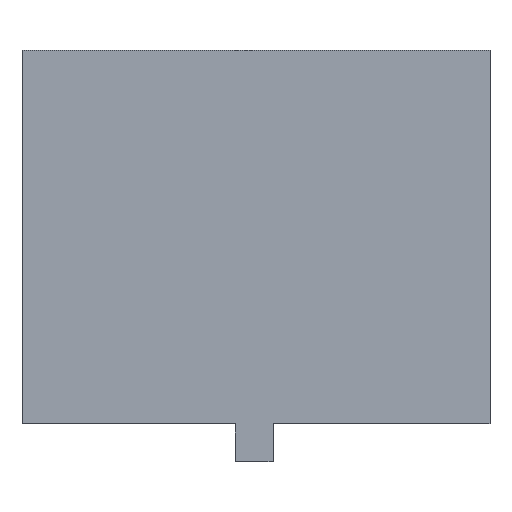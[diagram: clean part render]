
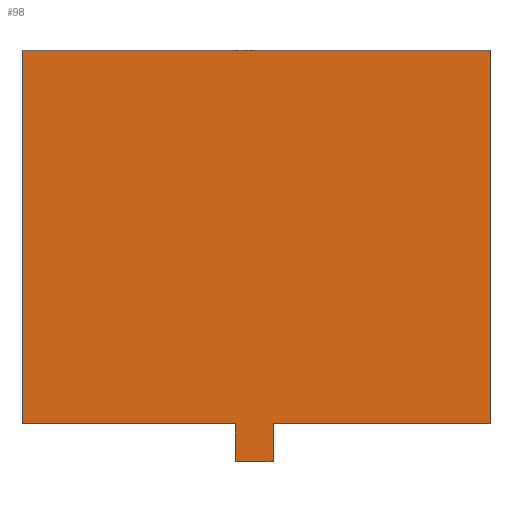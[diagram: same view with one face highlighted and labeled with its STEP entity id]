
A CAD part, front view. The second image highlights one B-rep face of the part: STEP entity #98.
In plain terms, the highlighted planar face has unit normal (0, -1, 0).
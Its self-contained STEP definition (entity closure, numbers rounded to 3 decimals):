
#7 = CARTESIAN_POINT ( 'NONE',  ( 247.5, 0., 197.5 ) ) ;
#14 = EDGE_CURVE ( 'NONE', #27, #452, #974, .T. ) ;
#21 = ORIENTED_EDGE ( 'NONE', *, *, #631, .F. ) ;
#24 = CARTESIAN_POINT ( 'NONE',  ( -247.5, 0., 197.5 ) ) ;
#27 = VERTEX_POINT ( 'NONE', #1288 ) ;
#40 = DIRECTION ( 'NONE',  ( 1., 0., 0. ) ) ;
#63 = LINE ( 'NONE', #1101, #188 ) ;
#82 = DIRECTION ( 'NONE',  ( 0., 0., -1. ) ) ;
#98 = ADVANCED_FACE ( 'NONE', ( #169 ), #1331, .T. ) ;
#104 = VERTEX_POINT ( 'NONE', #705 ) ;
#148 = CARTESIAN_POINT ( 'NONE',  ( -21.923, 0., -237.5 ) ) ;
#169 = FACE_OUTER_BOUND ( 'NONE', #528, .T. ) ;
#185 = VERTEX_POINT ( 'NONE', #1000 ) ;
#188 = VECTOR ( 'NONE', #684, 1000. ) ;
#203 = CARTESIAN_POINT ( 'NONE',  ( -21.923, 0., -237.5 ) ) ;
#214 = ORIENTED_EDGE ( 'NONE', *, *, #723, .F. ) ;
#230 = VECTOR ( 'NONE', #447, 1000. ) ;
#270 = LINE ( 'NONE', #478, #778 ) ;
#274 = ORIENTED_EDGE ( 'NONE', *, *, #419, .F. ) ;
#290 = LINE ( 'NONE', #1107, #648 ) ;
#293 = ORIENTED_EDGE ( 'NONE', *, *, #1145, .F. ) ;
#303 = VECTOR ( 'NONE', #569, 1000. ) ;
#316 = ORIENTED_EDGE ( 'NONE', *, *, #14, .F. ) ;
#323 = LINE ( 'NONE', #1159, #1037 ) ;
#384 = CARTESIAN_POINT ( 'NONE',  ( 18.077, 0., -237.5 ) ) ;
#393 = CARTESIAN_POINT ( 'NONE',  ( 18.077, 0., -197.5 ) ) ;
#410 = LINE ( 'NONE', #203, #598 ) ;
#419 = EDGE_CURVE ( 'NONE', #1148, #27, #323, .T. ) ;
#432 = VERTEX_POINT ( 'NONE', #839 ) ;
#447 = DIRECTION ( 'NONE',  ( -1., 0., 0. ) ) ;
#452 = VERTEX_POINT ( 'NONE', #393 ) ;
#478 = CARTESIAN_POINT ( 'NONE',  ( 18.077, 0., -237.5 ) ) ;
#487 = DIRECTION ( 'NONE',  ( 0., 0., -1. ) ) ;
#528 = EDGE_LOOP ( 'NONE', ( #274, #21, #214, #934, #293, #660, #1283, #316 ) ) ;
#544 = CARTESIAN_POINT ( 'NONE',  ( -247.5, 0., -197.5 ) ) ;
#569 = DIRECTION ( 'NONE',  ( -1., 0., 0. ) ) ;
#594 = DIRECTION ( 'NONE',  ( 0., -1., 0. ) ) ;
#598 = VECTOR ( 'NONE', #1155, 1000. ) ;
#631 = EDGE_CURVE ( 'NONE', #432, #1148, #981, .T. ) ;
#648 = VECTOR ( 'NONE', #697, 1000. ) ;
#660 = ORIENTED_EDGE ( 'NONE', *, *, #852, .F. ) ;
#684 = DIRECTION ( 'NONE',  ( 0., 0., 1. ) ) ;
#697 = DIRECTION ( 'NONE',  ( -1., 0., 0. ) ) ;
#698 = EDGE_CURVE ( 'NONE', #452, #1351, #270, .T. ) ;
#705 = CARTESIAN_POINT ( 'NONE',  ( -21.923, 0., -197.5 ) ) ;
#713 = DIRECTION ( 'NONE',  ( 0., 0., -1. ) ) ;
#723 = EDGE_CURVE ( 'NONE', #788, #432, #63, .T. ) ;
#778 = VECTOR ( 'NONE', #487, 1000. ) ;
#788 = VERTEX_POINT ( 'NONE', #544 ) ;
#839 = CARTESIAN_POINT ( 'NONE',  ( -247.5, 0., 197.5 ) ) ;
#847 = VECTOR ( 'NONE', #40, 1000. ) ;
#852 = EDGE_CURVE ( 'NONE', #1351, #185, #978, .T. ) ;
#857 = CARTESIAN_POINT ( 'NONE',  ( -247.5, 0., -197.5 ) ) ;
#930 = EDGE_CURVE ( 'NONE', #104, #788, #290, .T. ) ;
#934 = ORIENTED_EDGE ( 'NONE', *, *, #930, .F. ) ;
#974 = LINE ( 'NONE', #857, #230 ) ;
#978 = LINE ( 'NONE', #148, #303 ) ;
#981 = LINE ( 'NONE', #24, #847 ) ;
#1000 = CARTESIAN_POINT ( 'NONE',  ( -21.923, 0., -237.5 ) ) ;
#1009 = CARTESIAN_POINT ( 'NONE',  ( 0., 0., 0. ) ) ;
#1037 = VECTOR ( 'NONE', #713, 1000. ) ;
#1101 = CARTESIAN_POINT ( 'NONE',  ( -247.5, 0., 197.5 ) ) ;
#1107 = CARTESIAN_POINT ( 'NONE',  ( -247.5, 0., -197.5 ) ) ;
#1145 = EDGE_CURVE ( 'NONE', #185, #104, #410, .T. ) ;
#1148 = VERTEX_POINT ( 'NONE', #7 ) ;
#1155 = DIRECTION ( 'NONE',  ( 0., 0., 1. ) ) ;
#1159 = CARTESIAN_POINT ( 'NONE',  ( 247.5, 0., 197.5 ) ) ;
#1212 = AXIS2_PLACEMENT_3D ( 'NONE', #1009, #594, #82 ) ;
#1283 = ORIENTED_EDGE ( 'NONE', *, *, #698, .F. ) ;
#1288 = CARTESIAN_POINT ( 'NONE',  ( 247.5, 0., -197.5 ) ) ;
#1331 = PLANE ( 'NONE',  #1212 ) ;
#1351 = VERTEX_POINT ( 'NONE', #384 ) ;
